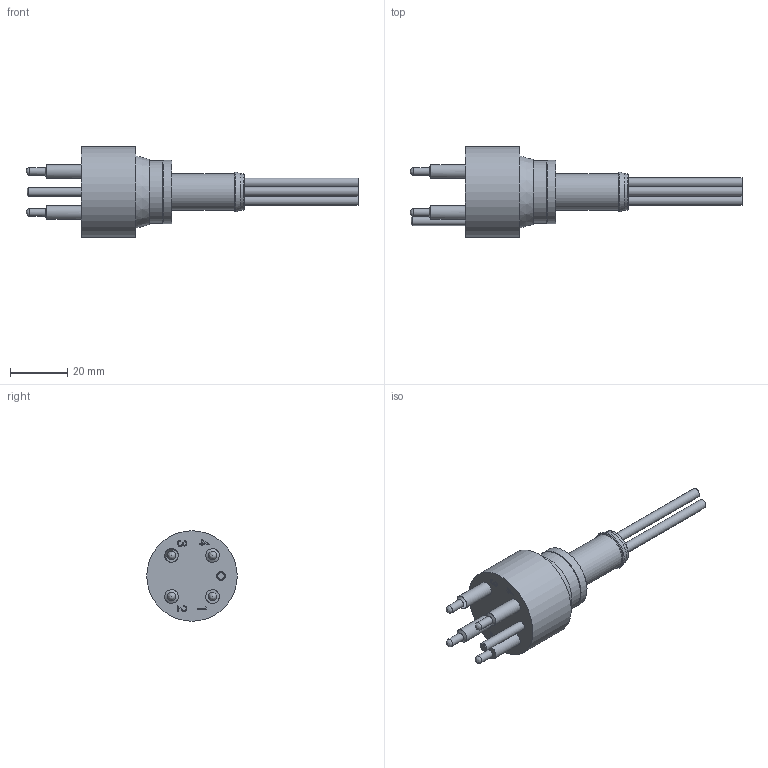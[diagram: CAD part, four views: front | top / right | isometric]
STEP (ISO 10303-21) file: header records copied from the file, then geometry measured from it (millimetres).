
FILE_DESCRIPTION(/* description */ ('STEP AP214'),/* implementation_level */ '2;1');
FILE_NAME(/* name */ 'PBOFB4M.stp',/* time_stamp */ '2021-01-12T15:35:22+01:00',/* author */ ('sh'),/* organization */ (''),/* preprocessor_version */ 'ST-DEVELOPER v17.2',/* originating_system */ 'Autodesk Inventor 2019',/* authorisation */ '');
FILE_SCHEMA (('AUTOMOTIVE_DESIGN { 1 0 10303 214 3 1 1 }'));
Length unit declared in the file: inch
Products named in the file (1): PBOFB4M
Bounding box: 116.43 x 31.75 x 31.75 mm (x, y, z)
Volume: 26053.6 mm3; surface area: 8142.4 mm2
Topology: 1 solids, 1 shells, 103 faces, 275 edges, 193 vertices
Faces by surface type: plane 49, bspline 24, cylinder 18, cone 7, torus 5
Full cylindrical faces by diameter (mm): 2.779 x4, 3.175 x1, 3.251 x4, 4.826 x4, 12.7 x2, 21.844 x1, 22.149 x1, 31.75 x1
Entity records: 4779 total; most frequent: CARTESIAN_POINT 2157, ORIENTED_EDGE 550, DIRECTION 463, EDGE_CURVE 275, VERTEX_POINT 193, AXIS2_PLACEMENT_3D 167, LINE 129, VECTOR 129
